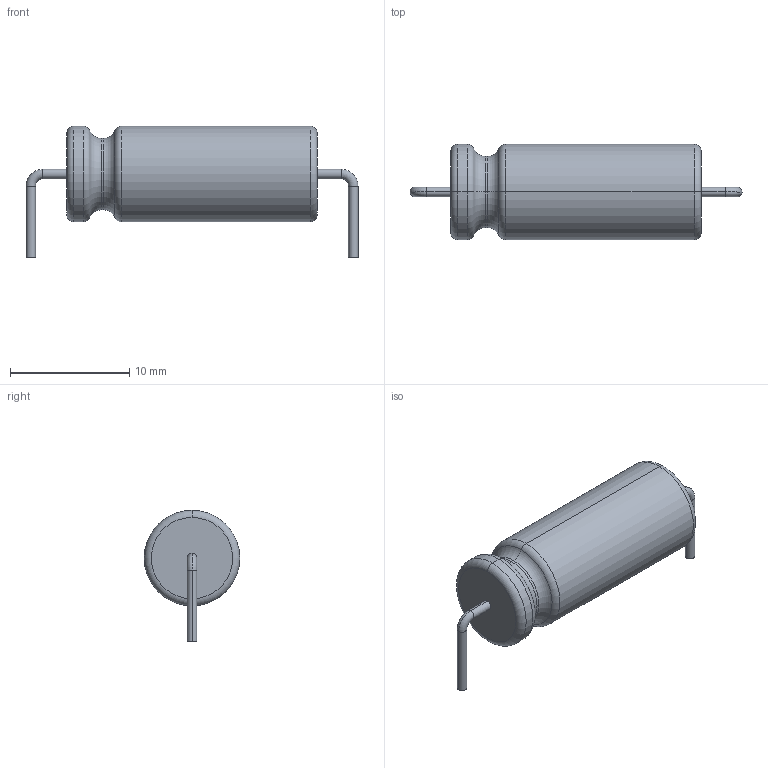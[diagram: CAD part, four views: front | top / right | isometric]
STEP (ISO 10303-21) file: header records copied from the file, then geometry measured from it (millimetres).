
FILE_DESCRIPTION (( 'STEP AP214' ), '1' );
FILE_NAME ('capacitor-sprague-21mm-27mm-axial.STEP', '2014-03-22T21:57:32', ( 'Edu' ), ( '' ), 'SwSTEP 2.0', 'SolidWorks 2013', '' );
FILE_SCHEMA (( 'AUTOMOTIVE_DESIGN' ));
Length unit declared in the file: millimetre
Products named in the file (1): capacitor-sprague-21mm-27mm-axial
Bounding box: 27.8 x 8 x 11 mm (x, y, z)
Volume: 1019.1 mm3; surface area: 669.7 mm2
Topology: 1 solids, 1 shells, 34 faces, 66 edges, 36 vertices
Faces by surface type: torus 16, cylinder 14, plane 4
Entity records: 1278 total; most frequent: DIRECTION 188, CARTESIAN_POINT 137, ORIENTED_EDGE 132, AXIS2_PLACEMENT_3D 87, EDGE_CURVE 66, CIRCLE 52, UNCERTAINTY_MEASURE_WITH_UNIT 37, STYLED_ITEM 36
